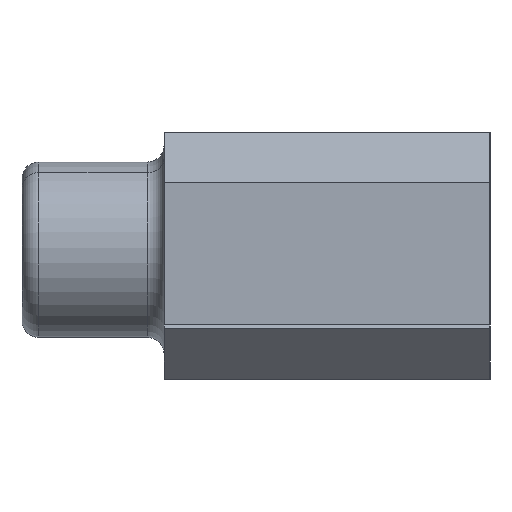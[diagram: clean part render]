
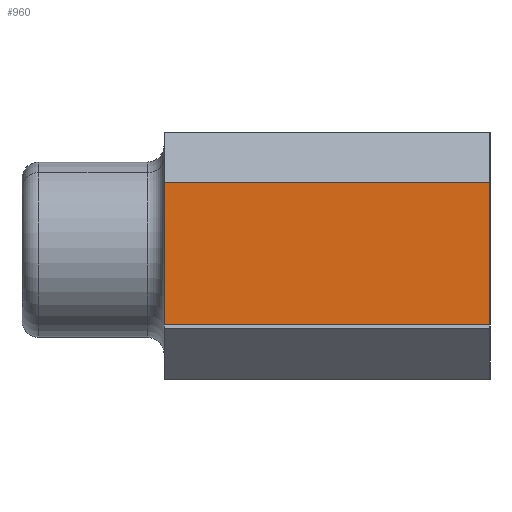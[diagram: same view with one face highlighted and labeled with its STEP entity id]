
A CAD part, left-side view. The second image highlights one B-rep face of the part: STEP entity #960.
In plain terms, the highlighted planar face has unit normal (-1, 0, 0).
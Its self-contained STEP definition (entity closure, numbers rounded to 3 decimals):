
#940=AXIS2_PLACEMENT_3D('Plane Axis2P3D',#937,#938,#939) ;
#690=CARTESIAN_POINT('Vertex',(-32.5,25.,61.25)) ;
#693=CARTESIAN_POINT('Line Origine',(-32.5,25.,57.)) ;
#697=CARTESIAN_POINT('Vertex',(-32.5,25.,52.75)) ;
#918=CARTESIAN_POINT('Line Origine',(-32.5,34.75,52.75)) ;
#922=CARTESIAN_POINT('Vertex',(-32.5,44.5,52.75)) ;
#937=CARTESIAN_POINT('Axis2P3D Location',(-32.5,0.,52.75)) ;
#942=CARTESIAN_POINT('Line Origine',(-32.5,34.75,61.25)) ;
#946=CARTESIAN_POINT('Vertex',(-32.5,44.5,61.25)) ;
#949=CARTESIAN_POINT('Line Origine',(-32.5,44.5,57.)) ;
#694=DIRECTION('Vector Direction',(0.,0.,1.)) ;
#919=DIRECTION('Vector Direction',(0.,-1.,0.)) ;
#938=DIRECTION('Axis2P3D Direction',(1.,0.,-0.)) ;
#939=DIRECTION('Axis2P3D XDirection',(0.,0.,1.)) ;
#943=DIRECTION('Vector Direction',(0.,-1.,0.)) ;
#950=DIRECTION('Vector Direction',(0.,0.,1.)) ;
#695=VECTOR('Line Direction',#694,1.) ;
#920=VECTOR('Line Direction',#919,1.) ;
#944=VECTOR('Line Direction',#943,1.) ;
#951=VECTOR('Line Direction',#950,1.) ;
#955=ORIENTED_EDGE('',*,*,#948,.F.) ;
#956=ORIENTED_EDGE('',*,*,#953,.T.) ;
#957=ORIENTED_EDGE('',*,*,#924,.T.) ;
#958=ORIENTED_EDGE('',*,*,#699,.F.) ;
#960=ADVANCED_FACE('Terminali anteriori per cavi FCCuAl 25mmq superiori',(#959),#941,.F.) ;
#699=EDGE_CURVE('',#691,#698,#696,.F.) ;
#924=EDGE_CURVE('',#923,#698,#921,.T.) ;
#948=EDGE_CURVE('',#947,#691,#945,.T.) ;
#953=EDGE_CURVE('',#947,#923,#952,.F.) ;
#954=EDGE_LOOP('',(#955,#956,#957,#958)) ;
#959=FACE_OUTER_BOUND('',#954,.T.) ;
#696=LINE('Line',#693,#695) ;
#921=LINE('Line',#918,#920) ;
#945=LINE('Line',#942,#944) ;
#952=LINE('Line',#949,#951) ;
#941=PLANE('',#940) ;
#691=VERTEX_POINT('',#690) ;
#698=VERTEX_POINT('',#697) ;
#923=VERTEX_POINT('',#922) ;
#947=VERTEX_POINT('',#946) ;
